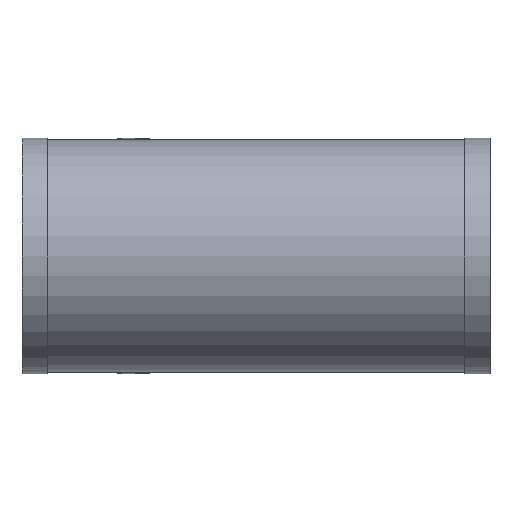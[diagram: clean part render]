
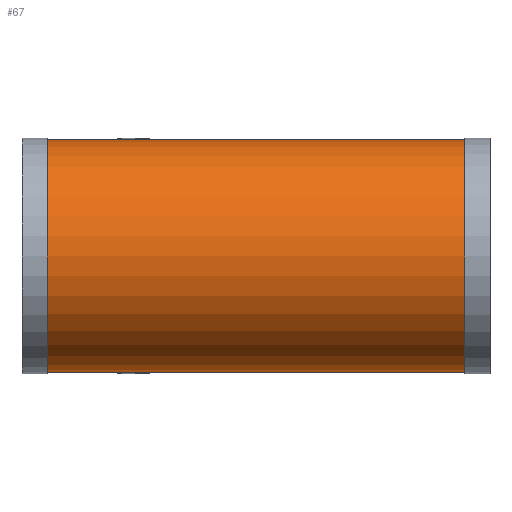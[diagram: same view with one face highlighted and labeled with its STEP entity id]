
A CAD part, front view. The second image highlights one B-rep face of the part: STEP entity #67.
In plain terms, the highlighted cylindrical face has radius 300 mm (diameter 600 mm), a full revolution.
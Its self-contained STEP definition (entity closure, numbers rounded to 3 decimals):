
#67 = ADVANCED_FACE( '', ( #146, #147, #148 ), #149, .T. );
#146 = FACE_OUTER_BOUND( '', #231, .T. );
#147 = FACE_BOUND( '', #232, .T. );
#148 = FACE_OUTER_BOUND( '', #233, .T. );
#149 = CYLINDRICAL_SURFACE( '', #234, 300. );
#231 = EDGE_LOOP( '', ( #335 ) );
#232 = EDGE_LOOP( '', ( #336, #337 ) );
#233 = EDGE_LOOP( '', ( #338 ) );
#234 = AXIS2_PLACEMENT_3D( '', #339, #340, #341 );
#335 = ORIENTED_EDGE( '', *, *, #402, .T. );
#336 = ORIENTED_EDGE( '', *, *, #383, .F. );
#337 = ORIENTED_EDGE( '', *, *, #384, .F. );
#338 = ORIENTED_EDGE( '', *, *, #394, .F. );
#339 = CARTESIAN_POINT( '', ( 605., 0., 0. ) );
#340 = DIRECTION( '', ( -1., 0., 0. ) );
#341 = DIRECTION( '', ( 0., 0., -1. ) );
#383 = EDGE_CURVE( '', #425, #426, #427, .F. );
#384 = EDGE_CURVE( '', #426, #425, #428, .F. );
#394 = EDGE_CURVE( '', #443, #443, #444, .T. );
#402 = EDGE_CURVE( '', #456, #456, #457, .T. );
#425 = VERTEX_POINT( '', #488 );
#426 = VERTEX_POINT( '', #489 );
#427 = ELLIPSE( '', #490, 783.938, 300. );
#428 = ELLIPSE( '', #491, 324.718, 300. );
#443 = VERTEX_POINT( '', #506 );
#444 = CIRCLE( '', #507, 300. );
#456 = VERTEX_POINT( '', #519 );
#457 = CIRCLE( '', #520, 300. );
#488 = CARTESIAN_POINT( '', ( 300., 0., -300. ) );
#489 = CARTESIAN_POINT( '', ( 300., 0., 300. ) );
#490 = AXIS2_PLACEMENT_3D( '', #551, #552, #553 );
#491 = AXIS2_PLACEMENT_3D( '', #554, #555, #556 );
#506 = CARTESIAN_POINT( '', ( 540., 0., -300. ) );
#507 = AXIS2_PLACEMENT_3D( '', #572, #573, #574 );
#519 = CARTESIAN_POINT( '', ( -540., 0., -300. ) );
#520 = AXIS2_PLACEMENT_3D( '', #587, #588, #589 );
#551 = CARTESIAN_POINT( '', ( 300., 0., 0. ) );
#552 = DIRECTION( '', ( -0.383, -0.924, 0. ) );
#553 = DIRECTION( '', ( 0.924, -0.383, 0. ) );
#554 = CARTESIAN_POINT( '', ( 300., 0., 0. ) );
#555 = DIRECTION( '', ( 0.924, -0.383, 0. ) );
#556 = DIRECTION( '', ( -0.383, -0.924, 0. ) );
#572 = CARTESIAN_POINT( '', ( 540., 0., 0. ) );
#573 = DIRECTION( '', ( 1., 0., 0. ) );
#574 = DIRECTION( '', ( 0., 0., -1. ) );
#587 = CARTESIAN_POINT( '', ( -540., 0., 0. ) );
#588 = DIRECTION( '', ( 1., 0., 0. ) );
#589 = DIRECTION( '', ( 0., 0., -1. ) );
